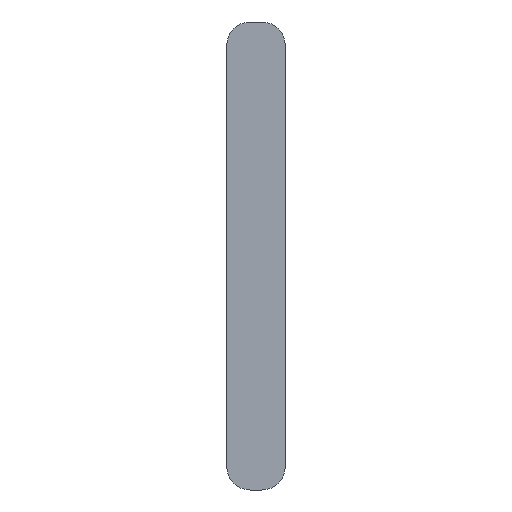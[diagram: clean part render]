
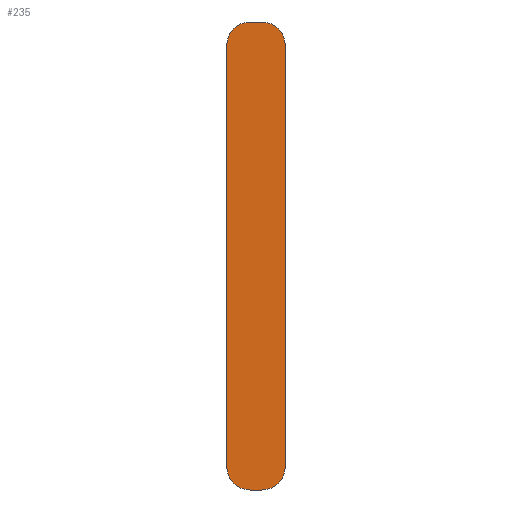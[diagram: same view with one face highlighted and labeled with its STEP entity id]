
A CAD part, left-side view. The second image highlights one B-rep face of the part: STEP entity #235.
In plain terms, the highlighted planar face has unit normal (-1, 0, 0).
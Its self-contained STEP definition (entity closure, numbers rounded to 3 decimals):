
#80=CIRCLE('',#263,2.);
#81=CIRCLE('',#264,2.);
#82=CIRCLE('',#265,2.);
#83=CIRCLE('',#266,2.);
#108=ORIENTED_EDGE('',*,*,#138,.F.);
#109=ORIENTED_EDGE('',*,*,#152,.T.);
#110=ORIENTED_EDGE('',*,*,#132,.F.);
#111=ORIENTED_EDGE('',*,*,#153,.T.);
#112=ORIENTED_EDGE('',*,*,#144,.F.);
#113=ORIENTED_EDGE('',*,*,#154,.T.);
#114=ORIENTED_EDGE('',*,*,#142,.F.);
#115=ORIENTED_EDGE('',*,*,#155,.T.);
#132=EDGE_CURVE('',#156,#157,#172,.T.);
#138=EDGE_CURVE('',#162,#163,#178,.T.);
#142=EDGE_CURVE('',#166,#167,#182,.T.);
#144=EDGE_CURVE('',#168,#169,#184,.T.);
#152=EDGE_CURVE('',#162,#157,#80,.F.);
#153=EDGE_CURVE('',#156,#169,#81,.F.);
#154=EDGE_CURVE('',#168,#167,#82,.F.);
#155=EDGE_CURVE('',#166,#163,#83,.F.);
#156=VERTEX_POINT('',#376);
#157=VERTEX_POINT('',#377);
#162=VERTEX_POINT('',#388);
#163=VERTEX_POINT('',#390);
#166=VERTEX_POINT('',#397);
#167=VERTEX_POINT('',#399);
#168=VERTEX_POINT('',#403);
#169=VERTEX_POINT('',#404);
#172=LINE('',#375,#188);
#178=LINE('',#389,#194);
#182=LINE('',#398,#198);
#184=LINE('',#402,#200);
#188=VECTOR('',#291,1000.);
#194=VECTOR('',#299,1000.);
#198=VECTOR('',#305,1000.);
#200=VECTOR('',#309,1000.);
#209=EDGE_LOOP('',(#108,#109,#110,#111,#112,#113,#114,#115));
#219=FACE_BOUND('',#209,.T.);
#229=PLANE('',#262);
#235=ADVANCED_FACE('',(#219),#229,.F.);
#262=AXIS2_PLACEMENT_3D('',#415,#323,#324);
#263=AXIS2_PLACEMENT_3D('',#416,#325,#326);
#264=AXIS2_PLACEMENT_3D('',#417,#327,#328);
#265=AXIS2_PLACEMENT_3D('',#418,#329,#330);
#266=AXIS2_PLACEMENT_3D('',#419,#331,#332);
#291=DIRECTION('',(0.,0.,-1.));
#299=DIRECTION('',(0.,1.,0.));
#305=DIRECTION('',(0.,0.,1.));
#309=DIRECTION('',(0.,-1.,0.));
#323=DIRECTION('',(1.,0.,0.));
#324=DIRECTION('',(0.,0.,-1.));
#325=DIRECTION('',(1.,0.,0.));
#326=DIRECTION('',(0.,0.,-1.));
#327=DIRECTION('',(1.,0.,0.));
#328=DIRECTION('',(0.,0.,-1.));
#329=DIRECTION('',(1.,0.,0.));
#330=DIRECTION('',(0.,0.,-1.));
#331=DIRECTION('',(1.,0.,0.));
#332=DIRECTION('',(0.,0.,-1.));
#375=CARTESIAN_POINT('',(0.,0.,40.));
#376=CARTESIAN_POINT('',(0.,0.,38.));
#377=CARTESIAN_POINT('',(0.,0.,2.));
#388=CARTESIAN_POINT('',(0.,2.,0.));
#389=CARTESIAN_POINT('',(0.,0.,0.));
#390=CARTESIAN_POINT('',(0.,3.,0.));
#397=CARTESIAN_POINT('',(0.,5.,2.));
#398=CARTESIAN_POINT('',(0.,5.,0.));
#399=CARTESIAN_POINT('',(0.,5.,38.));
#402=CARTESIAN_POINT('',(0.,5.,40.));
#403=CARTESIAN_POINT('',(0.,3.,40.));
#404=CARTESIAN_POINT('',(0.,2.,40.));
#415=CARTESIAN_POINT('',(0.,0.,0.));
#416=CARTESIAN_POINT('',(0.,2.,2.));
#417=CARTESIAN_POINT('',(0.,2.,38.));
#418=CARTESIAN_POINT('',(0.,3.,38.));
#419=CARTESIAN_POINT('',(0.,3.,2.));
